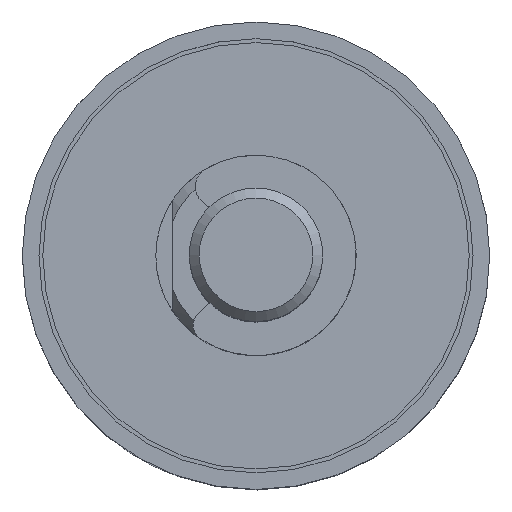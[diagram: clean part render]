
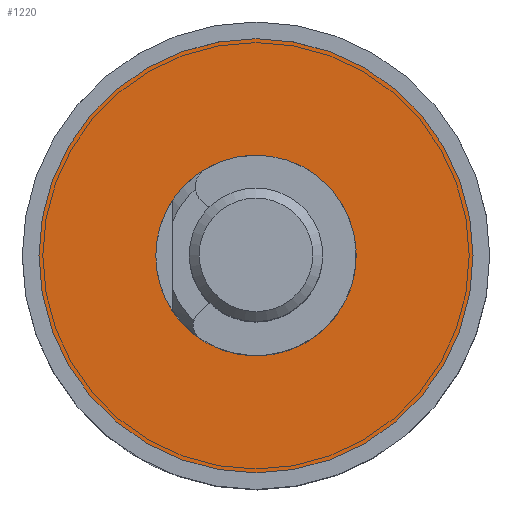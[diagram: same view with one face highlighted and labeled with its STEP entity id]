
A CAD part, top view. The second image highlights one B-rep face of the part: STEP entity #1220.
In plain terms, the highlighted planar face has unit normal (0, 0, 1).
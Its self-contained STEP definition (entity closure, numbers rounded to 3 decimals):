
#540 = FACE_BOUND ( 'NONE', #7889, .T. ) ;
#752 = EDGE_LOOP ( 'NONE', ( #7776 ) ) ;
#990 = EDGE_CURVE ( 'NONE', #5158, #5158, #8143, .T. ) ;
#1167 = DIRECTION ( 'NONE',  ( 0., 0., 1. ) ) ;
#1220 = ADVANCED_FACE ( 'NONE', ( #540, #3420 ), #6525, .T. ) ;
#1385 = CARTESIAN_POINT ( 'NONE',  ( 3., 0., 0.5 ) ) ;
#1454 = ORIENTED_EDGE ( 'NONE', *, *, #3268, .T. ) ;
#2217 = CIRCLE ( 'NONE', #5268, 3. ) ;
#2676 = VERTEX_POINT ( 'NONE', #4558 ) ;
#3175 = CARTESIAN_POINT ( 'NONE',  ( 0., 0., 0.5 ) ) ;
#3268 = EDGE_CURVE ( 'NONE', #2676, #2676, #2217, .T. ) ;
#3420 = FACE_OUTER_BOUND ( 'NONE', #752, .T. ) ;
#3859 = DIRECTION ( 'NONE',  ( 1., 0., 0. ) ) ;
#4104 = DIRECTION ( 'NONE',  ( -1., 0., 0. ) ) ;
#4558 = CARTESIAN_POINT ( 'NONE',  ( -3., 0., 0.5 ) ) ;
#4783 = AXIS2_PLACEMENT_3D ( 'NONE', #3175, #1167, #6939 ) ;
#5158 = VERTEX_POINT ( 'NONE', #5853 ) ;
#5200 = AXIS2_PLACEMENT_3D ( 'NONE', #1385, #5840, #3859 ) ;
#5268 = AXIS2_PLACEMENT_3D ( 'NONE', #7295, #7945, #4104 ) ;
#5840 = DIRECTION ( 'NONE',  ( 0., 0., 1. ) ) ;
#5853 = CARTESIAN_POINT ( 'NONE',  ( 6.5, 0., 0.5 ) ) ;
#6525 = PLANE ( 'NONE',  #5200 ) ;
#6939 = DIRECTION ( 'NONE',  ( 1., 0., 0. ) ) ;
#7295 = CARTESIAN_POINT ( 'NONE',  ( 0., 0., 0.5 ) ) ;
#7776 = ORIENTED_EDGE ( 'NONE', *, *, #990, .T. ) ;
#7889 = EDGE_LOOP ( 'NONE', ( #1454 ) ) ;
#7945 = DIRECTION ( 'NONE',  ( 0., 0., -1. ) ) ;
#8143 = CIRCLE ( 'NONE', #4783, 6.5 ) ;
